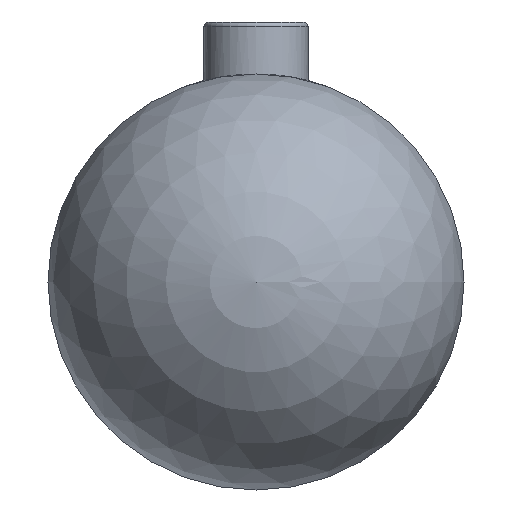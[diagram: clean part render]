
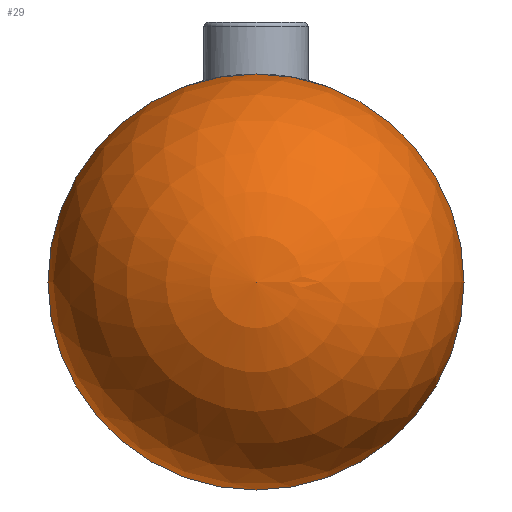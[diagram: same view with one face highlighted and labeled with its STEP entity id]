
A CAD part, front view. The second image highlights one B-rep face of the part: STEP entity #29.
In plain terms, the highlighted spherical face has radius 12 mm.
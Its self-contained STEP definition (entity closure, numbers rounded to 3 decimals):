
#4 = EDGE_CURVE ( 'NONE', #128, #96, #364, .T. ) ;
#11 = EDGE_CURVE ( 'NONE', #96, #128, #366, .T. ) ;
#29 = ADVANCED_FACE ( 'NONE', ( #304 ), #328, .T. ) ;
#96 = VERTEX_POINT ( 'NONE', #340 ) ;
#125 = EDGE_LOOP ( 'NONE', ( #162, #164 ) ) ;
#128 = VERTEX_POINT ( 'NONE', #347 ) ;
#141 = CARTESIAN_POINT ( 'NONE',  ( 0., 12., 0. ) ) ;
#142 = DIRECTION ( 'NONE',  ( 0., 0., -1. ) ) ;
#149 = DIRECTION ( 'NONE',  ( 0., 1., 0. ) ) ;
#162 = ORIENTED_EDGE ( 'NONE', *, *, #11, .F. ) ;
#164 = ORIENTED_EDGE ( 'NONE', *, *, #4, .F. ) ;
#251 = CARTESIAN_POINT ( 'NONE',  ( 0., 12., 0. ) ) ;
#278 = DIRECTION ( 'NONE',  ( 0., 1., 0. ) ) ;
#284 = DIRECTION ( 'NONE',  ( 0., 0., -1. ) ) ;
#299 = CARTESIAN_POINT ( 'NONE',  ( 0., 12., 0. ) ) ;
#304 = FACE_OUTER_BOUND ( 'NONE', #125, .T. ) ;
#307 = DIRECTION ( 'NONE',  ( 0., 1., 0. ) ) ;
#311 = DIRECTION ( 'NONE',  ( 1., 0., 0. ) ) ;
#328 = SPHERICAL_SURFACE ( 'NONE', #397, 12. ) ;
#340 = CARTESIAN_POINT ( 'NONE',  ( 0., 12., -12. ) ) ;
#347 = CARTESIAN_POINT ( 'NONE',  ( 0., 12., 12. ) ) ;
#364 = CIRCLE ( 'NONE', #373, 12. ) ;
#366 = CIRCLE ( 'NONE', #375, 12. ) ;
#373 = AXIS2_PLACEMENT_3D ( 'NONE', #141, #149, #142 ) ;
#375 = AXIS2_PLACEMENT_3D ( 'NONE', #251, #278, #284 ) ;
#397 = AXIS2_PLACEMENT_3D ( 'NONE', #299, #307, #311 ) ;
